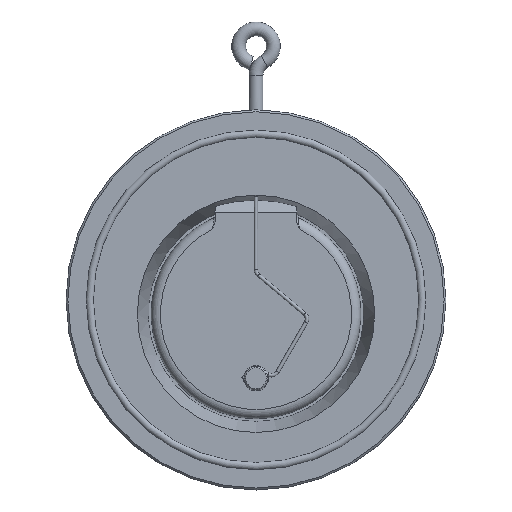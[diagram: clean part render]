
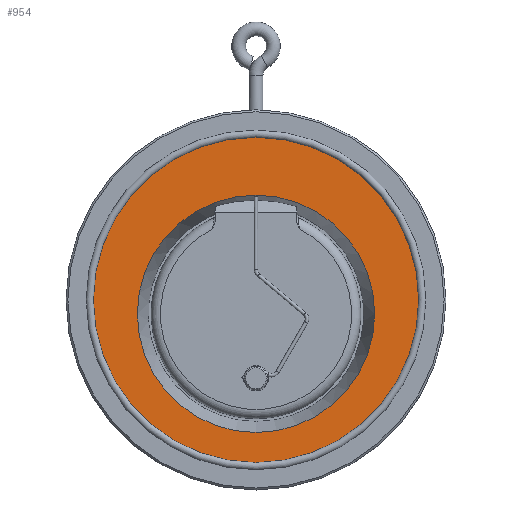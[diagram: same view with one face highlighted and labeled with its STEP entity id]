
A CAD part, top view. The second image highlights one B-rep face of the part: STEP entity #954.
In plain terms, the highlighted planar face has unit normal (0, 0, 1).
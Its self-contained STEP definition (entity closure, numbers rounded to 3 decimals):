
#60 = EDGE_LOOP ( 'NONE', ( #1138 ) ) ;
#64 = AXIS2_PLACEMENT_3D ( 'NONE', #474, #480, #478 ) ;
#182 = VERTEX_POINT ( 'NONE', #819 ) ;
#282 = VERTEX_POINT ( 'NONE', #1417 ) ;
#291 = DIRECTION ( 'NONE',  ( 1., 0., 0. ) ) ;
#324 = EDGE_LOOP ( 'NONE', ( #913 ) ) ;
#416 = CIRCLE ( 'NONE', #64, 51.232 ) ;
#474 = CARTESIAN_POINT ( 'NONE',  ( 0., -6., 0. ) ) ;
#478 = DIRECTION ( 'NONE',  ( 0., -1., 0. ) ) ;
#480 = DIRECTION ( 'NONE',  ( 0., 0., 1. ) ) ;
#482 = CARTESIAN_POINT ( 'NONE',  ( 0., 0., 0. ) ) ;
#645 = EDGE_CURVE ( 'NONE', #282, #282, #416, .T. ) ;
#819 = CARTESIAN_POINT ( 'NONE',  ( -70.22, 0., 0. ) ) ;
#905 = FACE_BOUND ( 'NONE', #60, .T. ) ;
#913 = ORIENTED_EDGE ( 'NONE', *, *, #1053, .F. ) ;
#954 = ADVANCED_FACE ( 'NONE', ( #905, #1313 ), #1051, .T. ) ;
#1051 = PLANE ( 'NONE',  #1555 ) ;
#1053 = EDGE_CURVE ( 'NONE', #182, #182, #1944, .T. ) ;
#1138 = ORIENTED_EDGE ( 'NONE', *, *, #645, .F. ) ;
#1313 = FACE_OUTER_BOUND ( 'NONE', #324, .T. ) ;
#1337 = DIRECTION ( 'NONE',  ( -1., 0., 0. ) ) ;
#1368 = DIRECTION ( 'NONE',  ( 0., 0., 1. ) ) ;
#1417 = CARTESIAN_POINT ( 'NONE',  ( 0., -57.232, 0. ) ) ;
#1555 = AXIS2_PLACEMENT_3D ( 'NONE', #482, #1368, #291 ) ;
#1663 = CARTESIAN_POINT ( 'NONE',  ( 0., 0., 0. ) ) ;
#1762 = AXIS2_PLACEMENT_3D ( 'NONE', #1663, #1812, #1337 ) ;
#1812 = DIRECTION ( 'NONE',  ( 0., 0., -1. ) ) ;
#1944 = CIRCLE ( 'NONE', #1762, 70.22 ) ;
